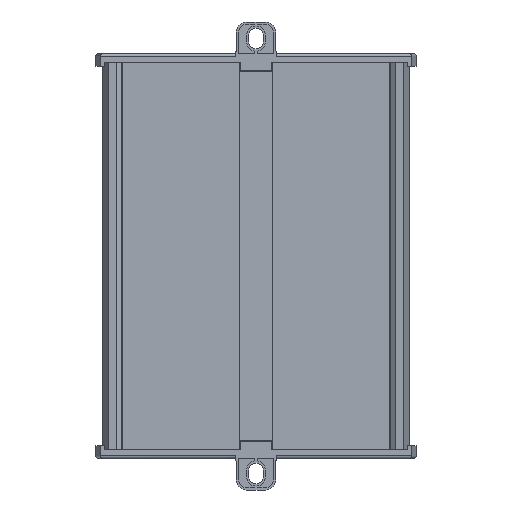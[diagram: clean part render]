
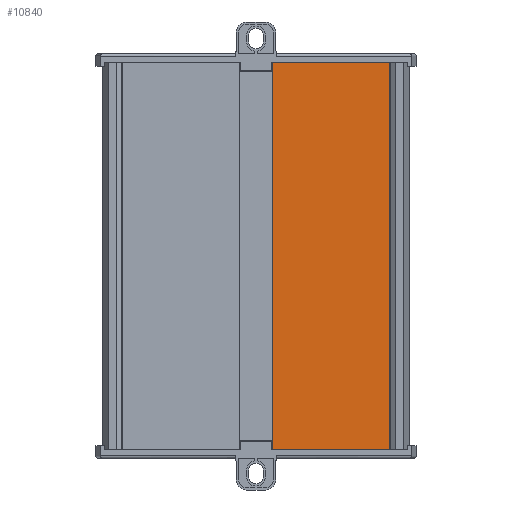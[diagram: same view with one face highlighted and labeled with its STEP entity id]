
A CAD part, front view. The second image highlights one B-rep face of the part: STEP entity #10840.
In plain terms, the highlighted planar face has unit normal (0, -1, 0).
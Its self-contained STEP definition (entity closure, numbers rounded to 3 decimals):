
#30 = VECTOR ( 'NONE', #7518, 1000. ) ;
#230 = CARTESIAN_POINT ( 'NONE',  ( 6.025, -1.653, 0. ) ) ;
#382 = VECTOR ( 'NONE', #8721, 1000. ) ;
#1211 = DIRECTION ( 'NONE',  ( 1., 0., 0. ) ) ;
#1357 = DIRECTION ( 'NONE',  ( 0., 0., -1. ) ) ;
#1591 = CARTESIAN_POINT ( 'NONE',  ( 51.609, -1.653, -150. ) ) ;
#2886 = VERTEX_POINT ( 'NONE', #9608 ) ;
#2946 = CARTESIAN_POINT ( 'NONE',  ( 6.025, -1.653, -150. ) ) ;
#3825 = CARTESIAN_POINT ( 'NONE',  ( 6.025, -1.653, -150. ) ) ;
#4081 = PLANE ( 'NONE',  #11701 ) ;
#4128 = DIRECTION ( 'NONE',  ( 0., -1., 0. ) ) ;
#4417 = VERTEX_POINT ( 'NONE', #10423 ) ;
#4928 = ORIENTED_EDGE ( 'NONE', *, *, #5929, .T. ) ;
#5106 = CARTESIAN_POINT ( 'NONE',  ( 51.609, -1.653, 0. ) ) ;
#5413 = EDGE_CURVE ( 'NONE', #4417, #2886, #8654, .T. ) ;
#5929 = EDGE_CURVE ( 'NONE', #8852, #9376, #12058, .T. ) ;
#6670 = ORIENTED_EDGE ( 'NONE', *, *, #5413, .F. ) ;
#7518 = DIRECTION ( 'NONE',  ( 0., 0., 1. ) ) ;
#7564 = CARTESIAN_POINT ( 'NONE',  ( 51.609, -1.653, -150. ) ) ;
#8654 = LINE ( 'NONE', #9695, #382 ) ;
#8721 = DIRECTION ( 'NONE',  ( 0., 0., 1. ) ) ;
#8852 = VERTEX_POINT ( 'NONE', #1591 ) ;
#9376 = VERTEX_POINT ( 'NONE', #5106 ) ;
#9608 = CARTESIAN_POINT ( 'NONE',  ( 6.025, -1.653, 0. ) ) ;
#9695 = CARTESIAN_POINT ( 'NONE',  ( 6.025, -1.653, -150. ) ) ;
#9927 = LINE ( 'NONE', #230, #11046 ) ;
#10263 = DIRECTION ( 'NONE',  ( 1., 0., 0. ) ) ;
#10414 = ORIENTED_EDGE ( 'NONE', *, *, #11588, .F. ) ;
#10423 = CARTESIAN_POINT ( 'NONE',  ( 6.025, -1.653, -150. ) ) ;
#10496 = EDGE_LOOP ( 'NONE', ( #10414, #6670, #12101, #4928 ) ) ;
#10840 = ADVANCED_FACE ( 'NONE', ( #13032 ), #4081, .T. ) ;
#11046 = VECTOR ( 'NONE', #1211, 1000. ) ;
#11534 = LINE ( 'NONE', #3825, #12679 ) ;
#11588 = EDGE_CURVE ( 'NONE', #2886, #9376, #9927, .T. ) ;
#11701 = AXIS2_PLACEMENT_3D ( 'NONE', #2946, #4128, #1357 ) ;
#11741 = EDGE_CURVE ( 'NONE', #4417, #8852, #11534, .T. ) ;
#12058 = LINE ( 'NONE', #7564, #30 ) ;
#12101 = ORIENTED_EDGE ( 'NONE', *, *, #11741, .T. ) ;
#12679 = VECTOR ( 'NONE', #10263, 1000. ) ;
#13032 = FACE_OUTER_BOUND ( 'NONE', #10496, .T. ) ;
